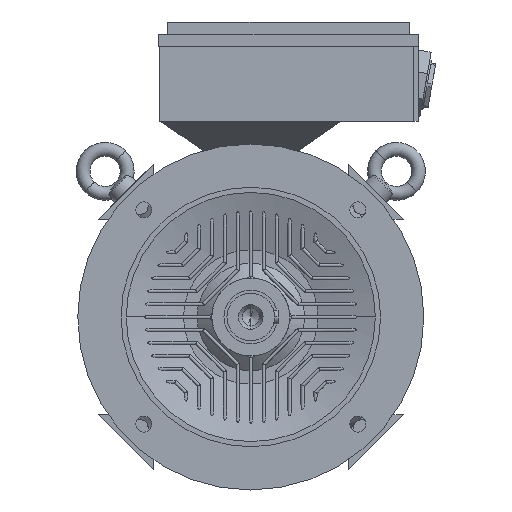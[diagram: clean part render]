
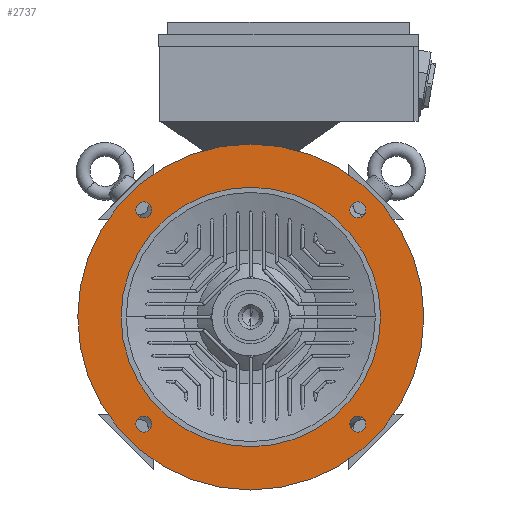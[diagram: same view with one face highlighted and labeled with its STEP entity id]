
A CAD part, left-side view. The second image highlights one B-rep face of the part: STEP entity #2737.
In plain terms, the highlighted planar face has unit normal (-1, 0, 0).
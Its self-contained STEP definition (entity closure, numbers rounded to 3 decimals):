
#2737=ADVANCED_FACE('',(#6203,#6204,#6205,#6206,#6207,#6208),#6209,.T.);
#6203=FACE_BOUND('',#10390,.T.);
#6204=FACE_BOUND('',#10391,.T.);
#6205=FACE_BOUND('',#10392,.T.);
#6206=FACE_BOUND('',#10393,.T.);
#6207=FACE_OUTER_BOUND('',#10394,.T.);
#6208=FACE_BOUND('',#10395,.T.);
#6209=PLANE('',#10396);
#10390=EDGE_LOOP('',(#18769,#18770));
#10391=EDGE_LOOP('',(#18771,#18772));
#10392=EDGE_LOOP('',(#18773,#18774));
#10393=EDGE_LOOP('',(#18775,#18776));
#10394=EDGE_LOOP('',(#18777,#18778));
#10395=EDGE_LOOP('',(#18779,#18780));
#10396=AXIS2_PLACEMENT_3D('',#18781,#18782,#18783);
#18769=ORIENTED_EDGE('',*,*,#28197,.T.);
#18770=ORIENTED_EDGE('',*,*,#25833,.T.);
#18771=ORIENTED_EDGE('',*,*,#28198,.T.);
#18772=ORIENTED_EDGE('',*,*,#25838,.T.);
#18773=ORIENTED_EDGE('',*,*,#28199,.T.);
#18774=ORIENTED_EDGE('',*,*,#25843,.T.);
#18775=ORIENTED_EDGE('',*,*,#28200,.T.);
#18776=ORIENTED_EDGE('',*,*,#25848,.T.);
#18777=ORIENTED_EDGE('',*,*,#25853,.F.);
#18778=ORIENTED_EDGE('',*,*,#28201,.F.);
#18779=ORIENTED_EDGE('',*,*,#25939,.T.);
#18780=ORIENTED_EDGE('',*,*,#28067,.T.);
#18781=CARTESIAN_POINT('',(-87.0,175.0,0.0));
#18782=DIRECTION('',(-1.0,0.0,0.0));
#18783=DIRECTION('',(0.0,-1.0,0.0));
#25833=EDGE_CURVE('',#31202,#31199,#31203,.T.);
#25838=EDGE_CURVE('',#31211,#31208,#31212,.T.);
#25843=EDGE_CURVE('',#31220,#31217,#31221,.T.);
#25848=EDGE_CURVE('',#31229,#31226,#31230,.T.);
#25853=EDGE_CURVE('',#31235,#31238,#31239,.T.);
#25939=EDGE_CURVE('',#31385,#31389,#31391,.T.);
#28067=EDGE_CURVE('',#31389,#31385,#34516,.T.);
#28197=EDGE_CURVE('',#31199,#31202,#34704,.T.);
#28198=EDGE_CURVE('',#31208,#31211,#34705,.T.);
#28199=EDGE_CURVE('',#31217,#31220,#34706,.T.);
#28200=EDGE_CURVE('',#31226,#31229,#34707,.T.);
#28201=EDGE_CURVE('',#31238,#31235,#34708,.T.);
#31199=VERTEX_POINT('',#39777);
#31202=VERTEX_POINT('',#39781);
#31203=CIRCLE('',#39782,9.25);
#31208=VERTEX_POINT('',#39788);
#31211=VERTEX_POINT('',#39792);
#31212=CIRCLE('',#39793,9.25);
#31217=VERTEX_POINT('',#39799);
#31220=VERTEX_POINT('',#39803);
#31221=CIRCLE('',#39804,9.25);
#31226=VERTEX_POINT('',#39810);
#31229=VERTEX_POINT('',#39814);
#31230=CIRCLE('',#39815,9.25);
#31235=VERTEX_POINT('',#39821);
#31238=VERTEX_POINT('',#39825);
#31239=CIRCLE('',#39826,200.0);
#31385=VERTEX_POINT('',#40139);
#31389=VERTEX_POINT('',#40144);
#31391=CIRCLE('',#40147,150.0);
#34516=CIRCLE('',#48324,150.0);
#34704=CIRCLE('',#48636,9.25);
#34705=CIRCLE('',#48637,9.25);
#34706=CIRCLE('',#48638,9.25);
#34707=CIRCLE('',#48639,9.25);
#34708=CIRCLE('',#48640,200.0);
#39777=CARTESIAN_POINT('',(-87.0,-130.284,-130.284));
#39781=CARTESIAN_POINT('',(-87.0,-117.203,-117.203));
#39782=AXIS2_PLACEMENT_3D('',#61411,#61412,#61413);
#39788=CARTESIAN_POINT('',(-87.0,130.284,-130.284));
#39792=CARTESIAN_POINT('',(-87.0,117.203,-117.203));
#39793=AXIS2_PLACEMENT_3D('',#61419,#61420,#61421);
#39799=CARTESIAN_POINT('',(-87.0,130.284,130.284));
#39803=CARTESIAN_POINT('',(-87.0,117.203,117.203));
#39804=AXIS2_PLACEMENT_3D('',#61427,#61428,#61429);
#39810=CARTESIAN_POINT('',(-87.0,-130.284,130.284));
#39814=CARTESIAN_POINT('',(-87.0,-117.203,117.203));
#39815=AXIS2_PLACEMENT_3D('',#61435,#61436,#61437);
#39821=CARTESIAN_POINT('',(-87.0,200.0,0.0));
#39825=CARTESIAN_POINT('',(-87.0,-200.0,0.));
#39826=AXIS2_PLACEMENT_3D('',#61443,#61444,#61445);
#40139=CARTESIAN_POINT('',(-87.0,150.0,0.0));
#40144=CARTESIAN_POINT('',(-87.0,-150.0,0.));
#40147=AXIS2_PLACEMENT_3D('',#61564,#61565,#61566);
#48324=AXIS2_PLACEMENT_3D('',#63463,#63464,#63465);
#48636=AXIS2_PLACEMENT_3D('',#63585,#63586,#63587);
#48637=AXIS2_PLACEMENT_3D('',#63588,#63589,#63590);
#48638=AXIS2_PLACEMENT_3D('',#63591,#63592,#63593);
#48639=AXIS2_PLACEMENT_3D('',#63594,#63595,#63596);
#48640=AXIS2_PLACEMENT_3D('',#63597,#63598,#63599);
#61411=CARTESIAN_POINT('',(-87.0,-123.744,-123.744));
#61412=DIRECTION('',(1.0,0.0,0.0));
#61413=DIRECTION('',(0.0,-0.707,-0.707));
#61419=CARTESIAN_POINT('',(-87.0,123.744,-123.744));
#61420=DIRECTION('',(1.0,-0.0,0.0));
#61421=DIRECTION('',(0.0,0.707,-0.707));
#61427=CARTESIAN_POINT('',(-87.0,123.744,123.744));
#61428=DIRECTION('',(1.0,0.0,-0.0));
#61429=DIRECTION('',(0.0,0.707,0.707));
#61435=CARTESIAN_POINT('',(-87.0,-123.744,123.744));
#61436=DIRECTION('',(1.0,0.0,-0.0));
#61437=DIRECTION('',(0.0,-0.707,0.707));
#61443=CARTESIAN_POINT('',(-87.0,0.0,0.0));
#61444=DIRECTION('',(1.0,0.0,0.0));
#61445=DIRECTION('',(0.0,1.0,0.0));
#61564=CARTESIAN_POINT('',(-87.0,0.0,0.0));
#61565=DIRECTION('',(1.0,0.0,0.0));
#61566=DIRECTION('',(0.0,1.0,0.0));
#63463=CARTESIAN_POINT('',(-87.0,0.0,0.0));
#63464=DIRECTION('',(1.0,0.0,0.0));
#63465=DIRECTION('',(0.0,1.0,0.0));
#63585=CARTESIAN_POINT('',(-87.0,-123.744,-123.744));
#63586=DIRECTION('',(1.0,0.0,0.0));
#63587=DIRECTION('',(0.0,-0.707,-0.707));
#63588=CARTESIAN_POINT('',(-87.0,123.744,-123.744));
#63589=DIRECTION('',(1.0,-0.0,0.0));
#63590=DIRECTION('',(0.0,0.707,-0.707));
#63591=CARTESIAN_POINT('',(-87.0,123.744,123.744));
#63592=DIRECTION('',(1.0,0.0,-0.0));
#63593=DIRECTION('',(0.0,0.707,0.707));
#63594=CARTESIAN_POINT('',(-87.0,-123.744,123.744));
#63595=DIRECTION('',(1.0,0.0,-0.0));
#63596=DIRECTION('',(0.0,-0.707,0.707));
#63597=CARTESIAN_POINT('',(-87.0,0.0,0.0));
#63598=DIRECTION('',(1.0,0.0,0.0));
#63599=DIRECTION('',(0.0,1.0,0.0));
